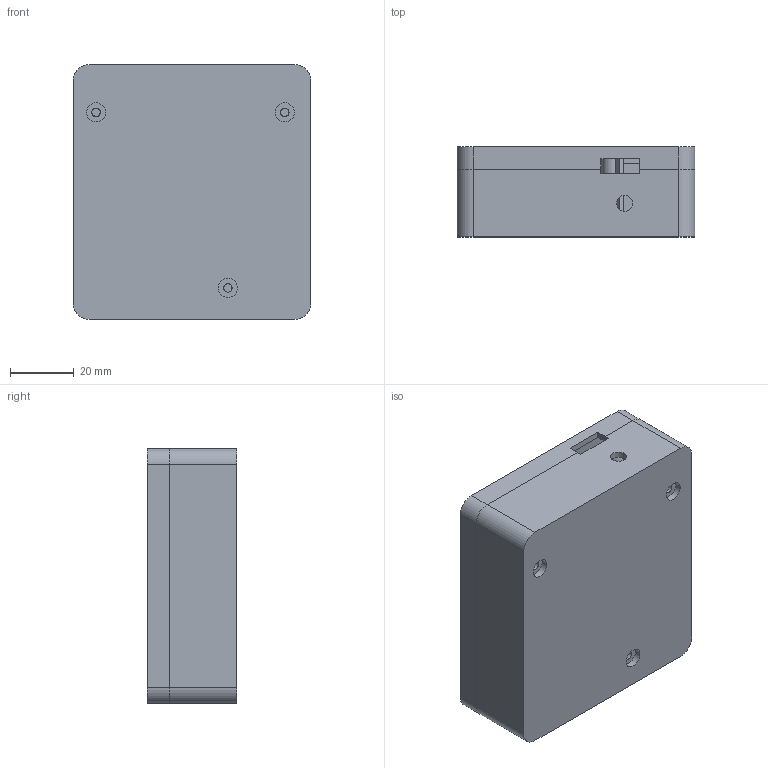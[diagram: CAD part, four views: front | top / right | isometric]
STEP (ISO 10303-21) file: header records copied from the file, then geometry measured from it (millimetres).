
FILE_DESCRIPTION(/* description */ (''),/* implementation_level */ '2;1');
FILE_NAME(/* name */ 'casing v9.step',/* time_stamp */ '2019-12-02T10:26:38+06:00',/* author */ (''),/* organization */ (''),/* preprocessor_version */ 'ST-DEVELOPER v18',/* originating_system */ 'Autodesk Translation Framework v8.12.0.6',/* authorisation */ '');
FILE_SCHEMA (('AUTOMOTIVE_DESIGN { 1 0 10303 214 3 1 1 }'));
Length unit declared in the file: millimetre
Products named in the file (1): casing
Bounding box: 74.5 x 28.15 x 79.9 mm (x, y, z)
Volume: 34541.5 mm3; surface area: 43490.9 mm2
Topology: 2 solids, 2 shells, 263 faces, 721 edges, 482 vertices
Faces by surface type: plane 205, cylinder 54, bspline 4
Full cylindrical faces by diameter (mm): 2.6 x3, 2.7 x3, 5 x1, 6 x3, 9.5 x2
Entity records: 8769 total; most frequent: CARTESIAN_POINT 1935, ORIENTED_EDGE 1442, DIRECTION 1345, EDGE_CURVE 721, LINE 601, VECTOR 601, VERTEX_POINT 482, AXIS2_PLACEMENT_3D 372
